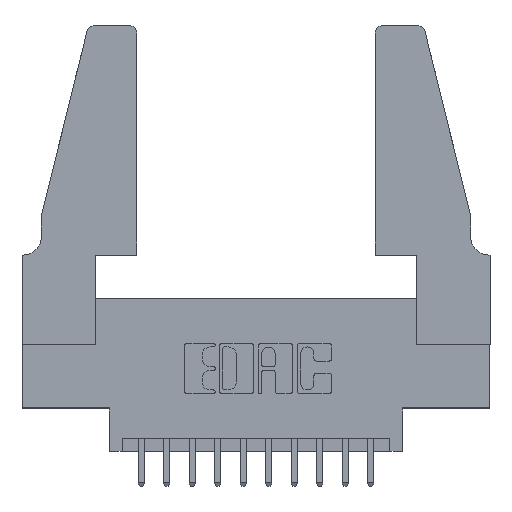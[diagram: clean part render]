
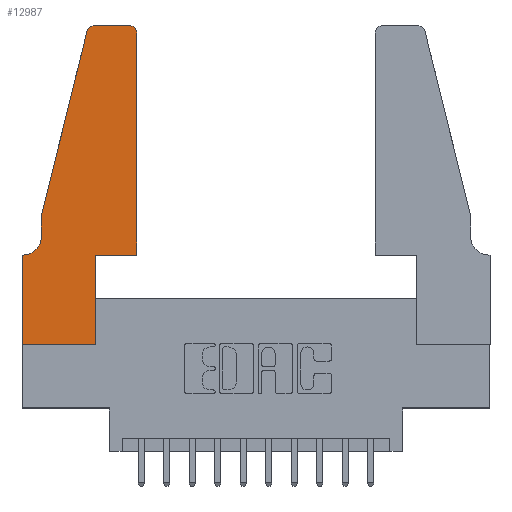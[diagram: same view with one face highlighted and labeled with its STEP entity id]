
A CAD part, top view. The second image highlights one B-rep face of the part: STEP entity #12987.
In plain terms, the highlighted planar face has unit normal (0, 0, 1).
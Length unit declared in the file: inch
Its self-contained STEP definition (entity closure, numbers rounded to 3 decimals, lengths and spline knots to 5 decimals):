
#166 = VECTOR ( 'NONE', #5536, 39.37008 ) ;
#381 = VERTEX_POINT ( 'NONE', #7631 ) ;
#621 = EDGE_CURVE ( 'NONE', #14451, #1208, #10328, .T. ) ;
#633 = ORIENTED_EDGE ( 'NONE', *, *, #10249, .T. ) ;
#820 = VECTOR ( 'NONE', #9239, 39.37008 ) ;
#822 = VECTOR ( 'NONE', #11936, 39.37008 ) ;
#1208 = VERTEX_POINT ( 'NONE', #4762 ) ;
#1209 = LINE ( 'NONE', #10537, #13662 ) ;
#1328 = DIRECTION ( 'NONE',  ( -1., 0., 0. ) ) ;
#1573 = CARTESIAN_POINT ( 'NONE',  ( 0., 0., 0.37 ) ) ;
#1760 = CARTESIAN_POINT ( 'NONE',  ( 0.4505, 0.35, 0.37 ) ) ;
#1870 = CARTESIAN_POINT ( 'NONE',  ( 0., 0.35, 0.37 ) ) ;
#1872 = CARTESIAN_POINT ( 'NONE',  ( 0.2605, 1.25, 0.37 ) ) ;
#1996 = CARTESIAN_POINT ( 'NONE',  ( 0.0755, 0.42, 0.37 ) ) ;
#2511 = ORIENTED_EDGE ( 'NONE', *, *, #8071, .T. ) ;
#2586 = LINE ( 'NONE', #14323, #166 ) ;
#2790 = LINE ( 'NONE', #1872, #11939 ) ;
#2840 = PLANE ( 'NONE',  #10017 ) ;
#2961 = VECTOR ( 'NONE', #9357, 39.37008 ) ;
#3039 = AXIS2_PLACEMENT_3D ( 'NONE', #11413, #6770, #10395 ) ;
#3089 = CARTESIAN_POINT ( 'NONE',  ( 0.4505, 0.35, 0.37 ) ) ;
#3092 = VERTEX_POINT ( 'NONE', #1870 ) ;
#3429 = CARTESIAN_POINT ( 'NONE',  ( 0.2865, 0.35, 0.37 ) ) ;
#3641 = AXIS2_PLACEMENT_3D ( 'NONE', #13458, #9970, #5503 ) ;
#3669 = VERTEX_POINT ( 'NONE', #13621 ) ;
#3747 = EDGE_CURVE ( 'NONE', #8990, #6766, #6160, .T. ) ;
#3796 = VERTEX_POINT ( 'NONE', #1573 ) ;
#3803 = ORIENTED_EDGE ( 'NONE', *, *, #8968, .T. ) ;
#3829 = LINE ( 'NONE', #3089, #822 ) ;
#4202 = EDGE_CURVE ( 'NONE', #3092, #3796, #1209, .T. ) ;
#4340 = CARTESIAN_POINT ( 'NONE',  ( 0.4505, 1.22, 0.37 ) ) ;
#4490 = LINE ( 'NONE', #1760, #10964 ) ;
#4664 = EDGE_CURVE ( 'NONE', #1208, #4992, #2790, .T. ) ;
#4760 = ORIENTED_EDGE ( 'NONE', *, *, #11382, .T. ) ;
#4762 = CARTESIAN_POINT ( 'NONE',  ( 0.4205, 1.25, 0.37 ) ) ;
#4992 = VERTEX_POINT ( 'NONE', #6138 ) ;
#5017 = AXIS2_PLACEMENT_3D ( 'NONE', #7941, #10199, #11363 ) ;
#5261 = ORIENTED_EDGE ( 'NONE', *, *, #6142, .T. ) ;
#5338 = EDGE_CURVE ( 'NONE', #3796, #14333, #2586, .T. ) ;
#5503 = DIRECTION ( 'NONE',  ( 1., 0., 0. ) ) ;
#5536 = DIRECTION ( 'NONE',  ( 1., 0., 0. ) ) ;
#6090 = CARTESIAN_POINT ( 'NONE',  ( 0.0755, 0.5, 0.37 ) ) ;
#6138 = CARTESIAN_POINT ( 'NONE',  ( 0.284, 1.25, 0.37 ) ) ;
#6142 = EDGE_CURVE ( 'NONE', #3669, #14451, #3829, .T. ) ;
#6160 = CIRCLE ( 'NONE', #3039, 0.07 ) ;
#6175 = DIRECTION ( 'NONE',  ( 0., -1., 0. ) ) ;
#6274 = LINE ( 'NONE', #12687, #820 ) ;
#6717 = LINE ( 'NONE', #7749, #13553 ) ;
#6766 = VERTEX_POINT ( 'NONE', #8877 ) ;
#6770 = DIRECTION ( 'NONE',  ( 0., 0., -1. ) ) ;
#7251 = CIRCLE ( 'NONE', #3641, 0.03 ) ;
#7631 = CARTESIAN_POINT ( 'NONE',  ( 0.25487, 1.22718, 0.37 ) ) ;
#7749 = CARTESIAN_POINT ( 'NONE',  ( 0.0755, 0.5, 0.37 ) ) ;
#7941 = CARTESIAN_POINT ( 'NONE',  ( 0.4205, 1.22, 0.37 ) ) ;
#8071 = EDGE_CURVE ( 'NONE', #14333, #9241, #6274, .T. ) ;
#8822 = CARTESIAN_POINT ( 'NONE',  ( 0.0755, 0.35, 0.37 ) ) ;
#8877 = CARTESIAN_POINT ( 'NONE',  ( 0.0055, 0.35, 0.37 ) ) ;
#8968 = EDGE_CURVE ( 'NONE', #9241, #3669, #4490, .T. ) ;
#8990 = VERTEX_POINT ( 'NONE', #1996 ) ;
#9239 = DIRECTION ( 'NONE',  ( 0., 1., 0. ) ) ;
#9241 = VERTEX_POINT ( 'NONE', #3429 ) ;
#9357 = DIRECTION ( 'NONE',  ( -0.239, -0.971, 0. ) ) ;
#9601 = CARTESIAN_POINT ( 'NONE',  ( 0., 0.35, 0.37 ) ) ;
#9629 = LINE ( 'NONE', #6090, #2961 ) ;
#9970 = DIRECTION ( 'NONE',  ( 0., 0., 1. ) ) ;
#10007 = ORIENTED_EDGE ( 'NONE', *, *, #12853, .T. ) ;
#10017 = AXIS2_PLACEMENT_3D ( 'NONE', #9601, #14108, #12958 ) ;
#10049 = ORIENTED_EDGE ( 'NONE', *, *, #621, .T. ) ;
#10199 = DIRECTION ( 'NONE',  ( 0., 0., 1. ) ) ;
#10249 = EDGE_CURVE ( 'NONE', #14351, #8990, #6717, .T. ) ;
#10328 = CIRCLE ( 'NONE', #5017, 0.03 ) ;
#10395 = DIRECTION ( 'NONE',  ( -1., 0., 0. ) ) ;
#10537 = CARTESIAN_POINT ( 'NONE',  ( 0., 0., 0.37 ) ) ;
#10795 = CARTESIAN_POINT ( 'NONE',  ( 0.2865, 0., 0.37 ) ) ;
#10800 = ORIENTED_EDGE ( 'NONE', *, *, #4202, .T. ) ;
#10964 = VECTOR ( 'NONE', #14149, 39.37008 ) ;
#10967 = DIRECTION ( 'NONE',  ( -1., 0., 0. ) ) ;
#11135 = DIRECTION ( 'NONE',  ( 0., -1., 0. ) ) ;
#11363 = DIRECTION ( 'NONE',  ( 1., 0., 0. ) ) ;
#11382 = EDGE_CURVE ( 'NONE', #6766, #3092, #13871, .T. ) ;
#11413 = CARTESIAN_POINT ( 'NONE',  ( 0.0055, 0.42, 0.37 ) ) ;
#11776 = FACE_OUTER_BOUND ( 'NONE', #12189, .T. ) ;
#11874 = EDGE_CURVE ( 'NONE', #4992, #381, #7251, .T. ) ;
#11936 = DIRECTION ( 'NONE',  ( 0., 1., 0. ) ) ;
#11939 = VECTOR ( 'NONE', #10967, 39.37008 ) ;
#11981 = ORIENTED_EDGE ( 'NONE', *, *, #4664, .T. ) ;
#12189 = EDGE_LOOP ( 'NONE', ( #11981, #14475, #10007, #633, #12610, #4760, #10800, #13616, #2511, #3803, #5261, #10049 ) ) ;
#12461 = VECTOR ( 'NONE', #1328, 39.37008 ) ;
#12610 = ORIENTED_EDGE ( 'NONE', *, *, #3747, .T. ) ;
#12687 = CARTESIAN_POINT ( 'NONE',  ( 0.2865, 0.35, 0.37 ) ) ;
#12853 = EDGE_CURVE ( 'NONE', #381, #14351, #9629, .T. ) ;
#12958 = DIRECTION ( 'NONE',  ( 1., 0., 0. ) ) ;
#12987 = ADVANCED_FACE ( 'NONE', ( #11776 ), #2840, .T. ) ;
#13458 = CARTESIAN_POINT ( 'NONE',  ( 0.284, 1.22, 0.37 ) ) ;
#13553 = VECTOR ( 'NONE', #11135, 39.37008 ) ;
#13616 = ORIENTED_EDGE ( 'NONE', *, *, #5338, .T. ) ;
#13621 = CARTESIAN_POINT ( 'NONE',  ( 0.4505, 0.35, 0.37 ) ) ;
#13662 = VECTOR ( 'NONE', #6175, 39.37008 ) ;
#13871 = LINE ( 'NONE', #8822, #12461 ) ;
#14108 = DIRECTION ( 'NONE',  ( 0., 0., 1. ) ) ;
#14149 = DIRECTION ( 'NONE',  ( 1., 0., 0. ) ) ;
#14312 = CARTESIAN_POINT ( 'NONE',  ( 0.0755, 0.5, 0.37 ) ) ;
#14323 = CARTESIAN_POINT ( 'NONE',  ( 0., 0., 0.37 ) ) ;
#14333 = VERTEX_POINT ( 'NONE', #10795 ) ;
#14351 = VERTEX_POINT ( 'NONE', #14312 ) ;
#14451 = VERTEX_POINT ( 'NONE', #4340 ) ;
#14475 = ORIENTED_EDGE ( 'NONE', *, *, #11874, .T. ) ;
